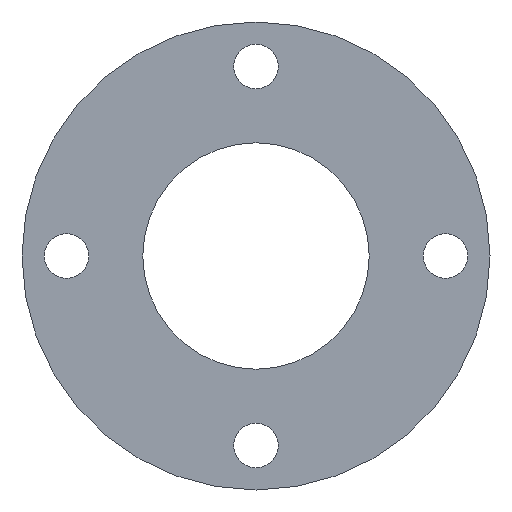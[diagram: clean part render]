
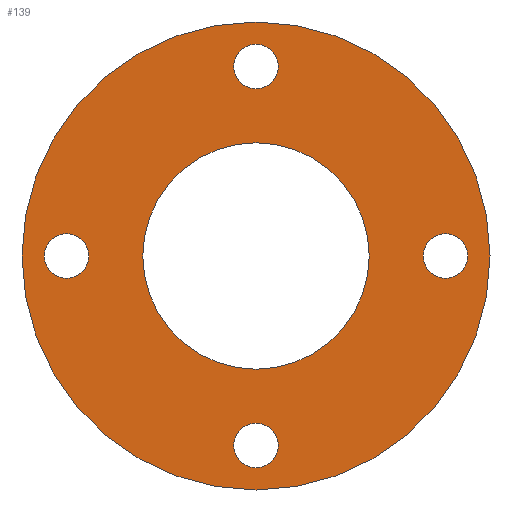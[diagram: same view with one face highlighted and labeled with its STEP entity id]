
A CAD part, front view. The second image highlights one B-rep face of the part: STEP entity #139.
In plain terms, the highlighted planar face has unit normal (0, -1, 0).
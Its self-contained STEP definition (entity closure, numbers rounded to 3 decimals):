
#3 = EDGE_CURVE ( 'NONE', #210, #495, #347, .T. ) ;
#5 = CARTESIAN_POINT ( 'NONE',  ( 0., 0., 47.5 ) ) ;
#6 = AXIS2_PLACEMENT_3D ( 'NONE', #78, #46, #256 ) ;
#7 = CARTESIAN_POINT ( 'NONE',  ( 0., 0., 42.5 ) ) ;
#15 = AXIS2_PLACEMENT_3D ( 'NONE', #145, #171, #284 ) ;
#20 = AXIS2_PLACEMENT_3D ( 'NONE', #7, #159, #336 ) ;
#21 = CIRCLE ( 'NONE', #253, 5. ) ;
#24 = EDGE_LOOP ( 'NONE', ( #394, #290 ) ) ;
#30 = FACE_OUTER_BOUND ( 'NONE', #363, .T. ) ;
#31 = ORIENTED_EDGE ( 'NONE', *, *, #89, .T. ) ;
#33 = ORIENTED_EDGE ( 'NONE', *, *, #353, .F. ) ;
#37 = AXIS2_PLACEMENT_3D ( 'NONE', #459, #307, #128 ) ;
#42 = DIRECTION ( 'NONE',  ( 0., -1., 0. ) ) ;
#46 = DIRECTION ( 'NONE',  ( 0., -1., 0. ) ) ;
#52 = CARTESIAN_POINT ( 'NONE',  ( 0., 0., 0. ) ) ;
#59 = DIRECTION ( 'NONE',  ( 0., 0., 1. ) ) ;
#60 = EDGE_CURVE ( 'NONE', #289, #471, #292, .T. ) ;
#61 = DIRECTION ( 'NONE',  ( 0., 0., 1. ) ) ;
#62 = VERTEX_POINT ( 'NONE', #83 ) ;
#65 = FACE_BOUND ( 'NONE', #196, .T. ) ;
#71 = VERTEX_POINT ( 'NONE', #346 ) ;
#73 = EDGE_CURVE ( 'NONE', #426, #74, #309, .T. ) ;
#74 = VERTEX_POINT ( 'NONE', #318 ) ;
#75 = AXIS2_PLACEMENT_3D ( 'NONE', #308, #390, #205 ) ;
#78 = CARTESIAN_POINT ( 'NONE',  ( 0., 0., -42.5 ) ) ;
#80 = ORIENTED_EDGE ( 'NONE', *, *, #313, .F. ) ;
#83 = CARTESIAN_POINT ( 'NONE',  ( -42.5, 0., -5. ) ) ;
#89 = EDGE_CURVE ( 'NONE', #477, #71, #420, .T. ) ;
#91 = CARTESIAN_POINT ( 'NONE',  ( 0., 0., -37.5 ) ) ;
#98 = EDGE_CURVE ( 'NONE', #495, #210, #143, .T. ) ;
#100 = DIRECTION ( 'NONE',  ( 0., 1., 0. ) ) ;
#103 = ORIENTED_EDGE ( 'NONE', *, *, #465, .T. ) ;
#108 = ORIENTED_EDGE ( 'NONE', *, *, #73, .F. ) ;
#109 = DIRECTION ( 'NONE',  ( 1., 0., 0. ) ) ;
#113 = EDGE_LOOP ( 'NONE', ( #33, #108 ) ) ;
#126 = EDGE_LOOP ( 'NONE', ( #454, #437 ) ) ;
#128 = DIRECTION ( 'NONE',  ( 1., 0., 0. ) ) ;
#132 = DIRECTION ( 'NONE',  ( 0., 0., 1. ) ) ;
#139 = ADVANCED_FACE ( 'NONE', ( #402, #182, #433, #65, #214, #30 ), #330, .F. ) ;
#143 = CIRCLE ( 'NONE', #412, 5. ) ;
#145 = CARTESIAN_POINT ( 'NONE',  ( 0., 0., 0. ) ) ;
#146 = ORIENTED_EDGE ( 'NONE', *, *, #98, .F. ) ;
#147 = CARTESIAN_POINT ( 'NONE',  ( -42.5, 0., 0. ) ) ;
#151 = DIRECTION ( 'NONE',  ( -1., 0., 0. ) ) ;
#153 = CARTESIAN_POINT ( 'NONE',  ( 42.5, 0., 0. ) ) ;
#156 = DIRECTION ( 'NONE',  ( 0., 0., 1. ) ) ;
#157 = CIRCLE ( 'NONE', #425, 52.5 ) ;
#158 = DIRECTION ( 'NONE',  ( 0., -1., 0. ) ) ;
#159 = DIRECTION ( 'NONE',  ( 0., -1., 0. ) ) ;
#160 = DIRECTION ( 'NONE',  ( 0., 1., 0. ) ) ;
#170 = EDGE_CURVE ( 'NONE', #286, #217, #157, .T. ) ;
#171 = DIRECTION ( 'NONE',  ( 0., 1., 0. ) ) ;
#173 = CARTESIAN_POINT ( 'NONE',  ( 0., 0., 37.5 ) ) ;
#177 = CIRCLE ( 'NONE', #226, 25.4 ) ;
#182 = FACE_BOUND ( 'NONE', #24, .T. ) ;
#184 = EDGE_CURVE ( 'NONE', #447, #62, #233, .T. ) ;
#196 = EDGE_LOOP ( 'NONE', ( #146, #379 ) ) ;
#205 = DIRECTION ( 'NONE',  ( -1., 0., 0. ) ) ;
#210 = VERTEX_POINT ( 'NONE', #5 ) ;
#214 = FACE_BOUND ( 'NONE', #254, .T. ) ;
#215 = AXIS2_PLACEMENT_3D ( 'NONE', #418, #42, #156 ) ;
#217 = VERTEX_POINT ( 'NONE', #338 ) ;
#226 = AXIS2_PLACEMENT_3D ( 'NONE', #52, #160, #132 ) ;
#233 = CIRCLE ( 'NONE', #382, 5. ) ;
#236 = CARTESIAN_POINT ( 'NONE',  ( 42.5, 0., 5. ) ) ;
#245 = CIRCLE ( 'NONE', #6, 5. ) ;
#253 = AXIS2_PLACEMENT_3D ( 'NONE', #153, #158, #151 ) ;
#254 = EDGE_LOOP ( 'NONE', ( #103, #31 ) ) ;
#256 = DIRECTION ( 'NONE',  ( 0., 0., 1. ) ) ;
#260 = CARTESIAN_POINT ( 'NONE',  ( 0., 0., -47.5 ) ) ;
#262 = DIRECTION ( 'NONE',  ( 0., 1., 0. ) ) ;
#278 = CARTESIAN_POINT ( 'NONE',  ( 0., 0., 0. ) ) ;
#284 = DIRECTION ( 'NONE',  ( 0., 0., 1. ) ) ;
#286 = VERTEX_POINT ( 'NONE', #406 ) ;
#288 = DIRECTION ( 'NONE',  ( 0., -1., 0. ) ) ;
#289 = VERTEX_POINT ( 'NONE', #260 ) ;
#290 = ORIENTED_EDGE ( 'NONE', *, *, #316, .F. ) ;
#292 = CIRCLE ( 'NONE', #215, 5. ) ;
#293 = CIRCLE ( 'NONE', #388, 52.5 ) ;
#307 = DIRECTION ( 'NONE',  ( 0., -1., 0. ) ) ;
#308 = CARTESIAN_POINT ( 'NONE',  ( 42.5, 0., 0. ) ) ;
#309 = CIRCLE ( 'NONE', #75, 5. ) ;
#313 = EDGE_CURVE ( 'NONE', #217, #286, #293, .T. ) ;
#315 = CARTESIAN_POINT ( 'NONE',  ( -42.5, 0., 5. ) ) ;
#316 = EDGE_CURVE ( 'NONE', #471, #289, #245, .T. ) ;
#318 = CARTESIAN_POINT ( 'NONE',  ( 42.5, 0., -5. ) ) ;
#330 = PLANE ( 'NONE',  #362 ) ;
#336 = DIRECTION ( 'NONE',  ( 0., 0., -1. ) ) ;
#338 = CARTESIAN_POINT ( 'NONE',  ( 0., 0., -52.5 ) ) ;
#346 = CARTESIAN_POINT ( 'NONE',  ( 0., 0., 25.4 ) ) ;
#347 = CIRCLE ( 'NONE', #20, 5. ) ;
#348 = CIRCLE ( 'NONE', #37, 5. ) ;
#353 = EDGE_CURVE ( 'NONE', #74, #426, #21, .T. ) ;
#362 = AXIS2_PLACEMENT_3D ( 'NONE', #404, #100, #59 ) ;
#363 = EDGE_LOOP ( 'NONE', ( #80, #392 ) ) ;
#379 = ORIENTED_EDGE ( 'NONE', *, *, #3, .F. ) ;
#382 = AXIS2_PLACEMENT_3D ( 'NONE', #147, #440, #109 ) ;
#388 = AXIS2_PLACEMENT_3D ( 'NONE', #451, #262, #415 ) ;
#390 = DIRECTION ( 'NONE',  ( 0., -1., 0. ) ) ;
#392 = ORIENTED_EDGE ( 'NONE', *, *, #170, .F. ) ;
#393 = CARTESIAN_POINT ( 'NONE',  ( 0., 0., 42.5 ) ) ;
#394 = ORIENTED_EDGE ( 'NONE', *, *, #60, .F. ) ;
#397 = DIRECTION ( 'NONE',  ( 0., 1., 0. ) ) ;
#402 = FACE_BOUND ( 'NONE', #113, .T. ) ;
#404 = CARTESIAN_POINT ( 'NONE',  ( 0., 0., 0. ) ) ;
#406 = CARTESIAN_POINT ( 'NONE',  ( 0., 0., 52.5 ) ) ;
#407 = EDGE_CURVE ( 'NONE', #62, #447, #348, .T. ) ;
#412 = AXIS2_PLACEMENT_3D ( 'NONE', #393, #288, #438 ) ;
#415 = DIRECTION ( 'NONE',  ( 0., 0., 1. ) ) ;
#418 = CARTESIAN_POINT ( 'NONE',  ( 0., 0., -42.5 ) ) ;
#420 = CIRCLE ( 'NONE', #15, 25.4 ) ;
#425 = AXIS2_PLACEMENT_3D ( 'NONE', #278, #397, #61 ) ;
#426 = VERTEX_POINT ( 'NONE', #236 ) ;
#433 = FACE_BOUND ( 'NONE', #126, .T. ) ;
#437 = ORIENTED_EDGE ( 'NONE', *, *, #184, .F. ) ;
#438 = DIRECTION ( 'NONE',  ( 0., 0., -1. ) ) ;
#440 = DIRECTION ( 'NONE',  ( 0., -1., 0. ) ) ;
#447 = VERTEX_POINT ( 'NONE', #315 ) ;
#451 = CARTESIAN_POINT ( 'NONE',  ( 0., 0., 0. ) ) ;
#454 = ORIENTED_EDGE ( 'NONE', *, *, #407, .F. ) ;
#457 = CARTESIAN_POINT ( 'NONE',  ( 0., 0., -25.4 ) ) ;
#459 = CARTESIAN_POINT ( 'NONE',  ( -42.5, 0., 0. ) ) ;
#465 = EDGE_CURVE ( 'NONE', #71, #477, #177, .T. ) ;
#471 = VERTEX_POINT ( 'NONE', #91 ) ;
#477 = VERTEX_POINT ( 'NONE', #457 ) ;
#495 = VERTEX_POINT ( 'NONE', #173 ) ;
